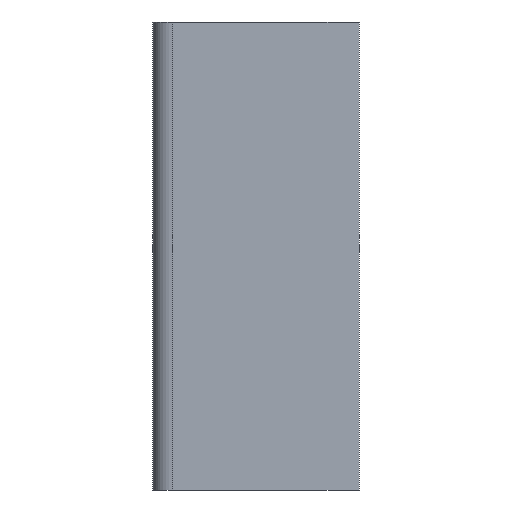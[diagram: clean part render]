
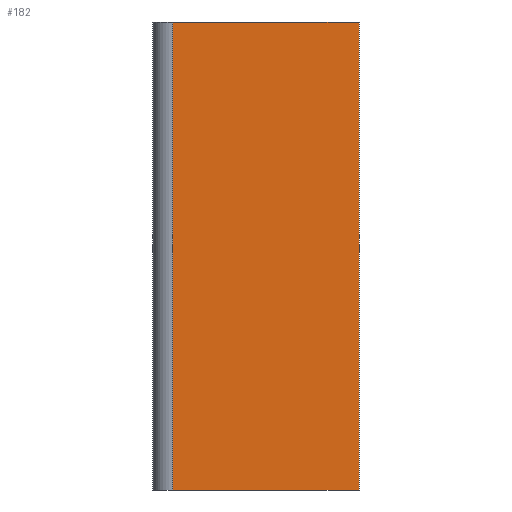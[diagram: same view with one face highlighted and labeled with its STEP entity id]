
A CAD part, front view. The second image highlights one B-rep face of the part: STEP entity #182.
In plain terms, the highlighted planar face has unit normal (0, -1, 0).
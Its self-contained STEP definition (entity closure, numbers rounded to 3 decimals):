
#16 = DIRECTION ( 'NONE',  ( -1., 0., 0. ) ) ;
#21 = VECTOR ( 'NONE', #354, 1000. ) ;
#36 = VECTOR ( 'NONE', #490, 1000. ) ;
#71 = VECTOR ( 'NONE', #16, 1000. ) ;
#73 = CARTESIAN_POINT ( 'NONE',  ( -57., 0., 71.5 ) ) ;
#74 = ORIENTED_EDGE ( 'NONE', *, *, #227, .F. ) ;
#81 = VERTEX_POINT ( 'NONE', #334 ) ;
#103 = AXIS2_PLACEMENT_3D ( 'NONE', #202, #466, #474 ) ;
#111 = CARTESIAN_POINT ( 'NONE',  ( 0., 0., 71.5 ) ) ;
#117 = CARTESIAN_POINT ( 'NONE',  ( 0., 0., -71.5 ) ) ;
#127 = ORIENTED_EDGE ( 'NONE', *, *, #258, .T. ) ;
#136 = LINE ( 'NONE', #510, #369 ) ;
#178 = EDGE_CURVE ( 'NONE', #214, #237, #413, .T. ) ;
#182 = ADVANCED_FACE ( 'NONE', ( #293 ), #420, .T. ) ;
#202 = CARTESIAN_POINT ( 'NONE',  ( 0., 0., 71.5 ) ) ;
#214 = VERTEX_POINT ( 'NONE', #117 ) ;
#227 = EDGE_CURVE ( 'NONE', #81, #214, #136, .T. ) ;
#230 = EDGE_LOOP ( 'NONE', ( #263, #74, #328, #127 ) ) ;
#237 = VERTEX_POINT ( 'NONE', #399 ) ;
#258 = EDGE_CURVE ( 'NONE', #347, #237, #492, .T. ) ;
#263 = ORIENTED_EDGE ( 'NONE', *, *, #178, .F. ) ;
#284 = EDGE_CURVE ( 'NONE', #81, #347, #443, .T. ) ;
#293 = FACE_OUTER_BOUND ( 'NONE', #230, .T. ) ;
#328 = ORIENTED_EDGE ( 'NONE', *, *, #284, .T. ) ;
#334 = CARTESIAN_POINT ( 'NONE',  ( 0., 0., 71.5 ) ) ;
#347 = VERTEX_POINT ( 'NONE', #368 ) ;
#354 = DIRECTION ( 'NONE',  ( 0., 0., -1. ) ) ;
#368 = CARTESIAN_POINT ( 'NONE',  ( -57., 0., 71.5 ) ) ;
#369 = VECTOR ( 'NONE', #483, 1000. ) ;
#399 = CARTESIAN_POINT ( 'NONE',  ( -57., 0., -71.5 ) ) ;
#413 = LINE ( 'NONE', #445, #36 ) ;
#420 = PLANE ( 'NONE',  #103 ) ;
#443 = LINE ( 'NONE', #111, #71 ) ;
#445 = CARTESIAN_POINT ( 'NONE',  ( 0., 0., -71.5 ) ) ;
#466 = DIRECTION ( 'NONE',  ( 0., -1., 0. ) ) ;
#474 = DIRECTION ( 'NONE',  ( 1., 0., 0. ) ) ;
#483 = DIRECTION ( 'NONE',  ( 0., 0., -1. ) ) ;
#490 = DIRECTION ( 'NONE',  ( -1., 0., 0. ) ) ;
#492 = LINE ( 'NONE', #73, #21 ) ;
#510 = CARTESIAN_POINT ( 'NONE',  ( 0., 0., 71.5 ) ) ;
